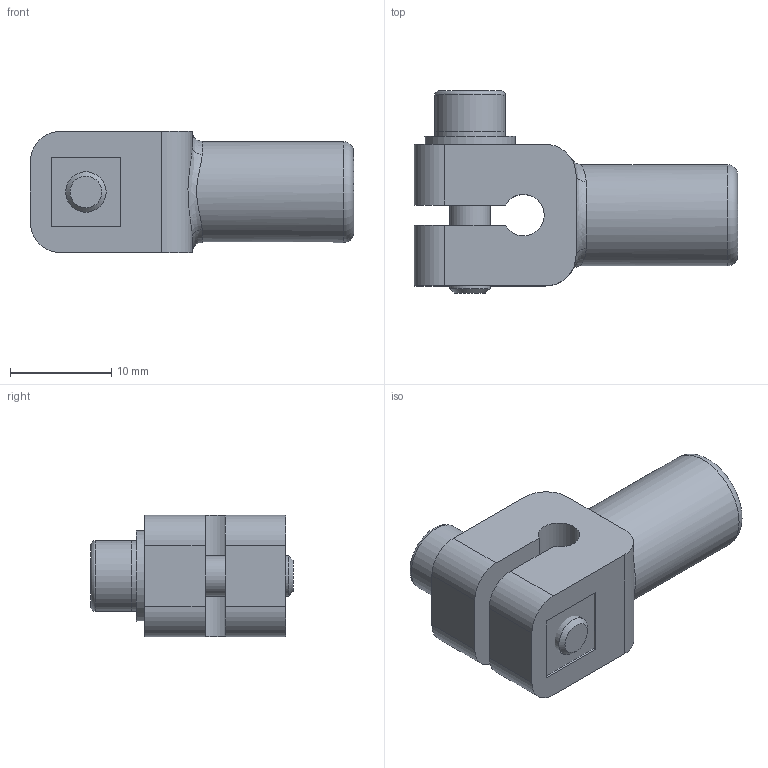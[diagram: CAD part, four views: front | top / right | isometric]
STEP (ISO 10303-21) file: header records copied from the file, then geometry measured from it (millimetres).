
FILE_DESCRIPTION((''),'2;1');
FILE_NAME('1-804-02-00-0 SH 4-10.stp','2008-01-17T10:34:01',('Wilberg'),(''),'Autodesk Inventor 11','Autodesk Inventor 11','');
FILE_SCHEMA(('AUTOMOTIVE_DESIGN { 1 0 10303 214 1 1 1 1 }'));
Length unit declared in the file: millimetre
Products named in the file (6): 1-804-02-00-0 SH 4-10; 1-804-02-01-0 -; DIN 562-M4; ISO 4762-M4x16; ISO 7090-FormA4.3; BMU-493-004
Assembly tree (5 placements, depth 2):
  1-804-02-00-0 SH 4-10
    1-804-02-01-0 -
    DIN 562-M4
    ISO 4762-M4x16
    ISO 7090-FormA4.3
    BMU-493-004
Bounding box: 32 x 20 x 12 mm (x, y, z)
Volume: 3471.3 mm3; surface area: 2926.5 mm2
Topology: 5 solids, 5 shells, 67 faces, 152 edges, 99 vertices
Faces by surface type: plane 38, cylinder 15, bspline 10, cone 3, torus 1
Full cylindrical faces by diameter (mm): 4 x2, 4.3 x2, 7 x2, 9 x1, 10 x1
Entity records: 2399 total; most frequent: CARTESIAN_POINT 829, DIRECTION 306, ORIENTED_EDGE 258, EDGE_CURVE 129, AXIS2_PLACEMENT_3D 119, EDGE_LOOP 98, VERTEX_POINT 93, VECTOR 68
